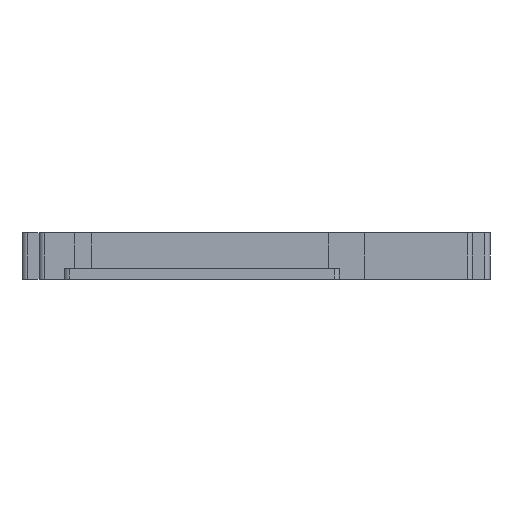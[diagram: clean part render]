
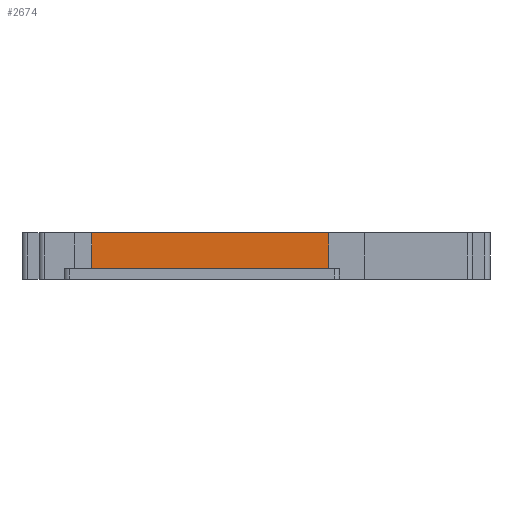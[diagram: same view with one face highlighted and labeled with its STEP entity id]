
A CAD part, left-side view. The second image highlights one B-rep face of the part: STEP entity #2674.
In plain terms, the highlighted planar face has unit normal (-1, 0, 0).
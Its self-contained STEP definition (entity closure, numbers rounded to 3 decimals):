
#525 = VERTEX_POINT('',#526);
#526 = CARTESIAN_POINT('',(300.927,-51.092,3.));
#532 = EDGE_CURVE('',#525,#533,#535,.T.);
#533 = VERTEX_POINT('',#534);
#534 = CARTESIAN_POINT('',(300.927,50.158,3.));
#535 = LINE('',#536,#537);
#536 = CARTESIAN_POINT('',(300.927,27.286,3.));
#537 = VECTOR('',#538,1.);
#538 = DIRECTION('',(0.,1.,0.));
#2351 = VERTEX_POINT('',#2352);
#2352 = CARTESIAN_POINT('',(300.927,50.158,13.));
#2358 = EDGE_CURVE('',#2351,#2359,#2361,.T.);
#2359 = VERTEX_POINT('',#2360);
#2360 = CARTESIAN_POINT('',(300.927,-51.092,13.));
#2361 = LINE('',#2362,#2363);
#2362 = CARTESIAN_POINT('',(300.927,50.158,13.));
#2363 = VECTOR('',#2364,1.);
#2364 = DIRECTION('',(0.,-1.,0.));
#2645 = EDGE_CURVE('',#533,#2351,#2646,.T.);
#2646 = LINE('',#2647,#2648);
#2647 = CARTESIAN_POINT('',(300.927,50.158,0.));
#2648 = VECTOR('',#2649,1.);
#2649 = DIRECTION('',(0.,0.,1.));
#2674 = ADVANCED_FACE('',(#2675),#2686,.F.);
#2675 = FACE_BOUND('',#2676,.F.);
#2676 = EDGE_LOOP('',(#2677,#2678,#2679,#2680));
#2677 = ORIENTED_EDGE('',*,*,#532,.T.);
#2678 = ORIENTED_EDGE('',*,*,#2645,.T.);
#2679 = ORIENTED_EDGE('',*,*,#2358,.T.);
#2680 = ORIENTED_EDGE('',*,*,#2681,.F.);
#2681 = EDGE_CURVE('',#525,#2359,#2682,.T.);
#2682 = LINE('',#2683,#2684);
#2683 = CARTESIAN_POINT('',(300.927,-51.092,0.));
#2684 = VECTOR('',#2685,1.);
#2685 = DIRECTION('',(0.,0.,1.));
#2686 = PLANE('',#2687);
#2687 = AXIS2_PLACEMENT_3D('',#2688,#2689,#2690);
#2688 = CARTESIAN_POINT('',(300.927,50.158,0.));
#2689 = DIRECTION('',(1.,0.,0.));
#2690 = DIRECTION('',(0.,-1.,0.));
